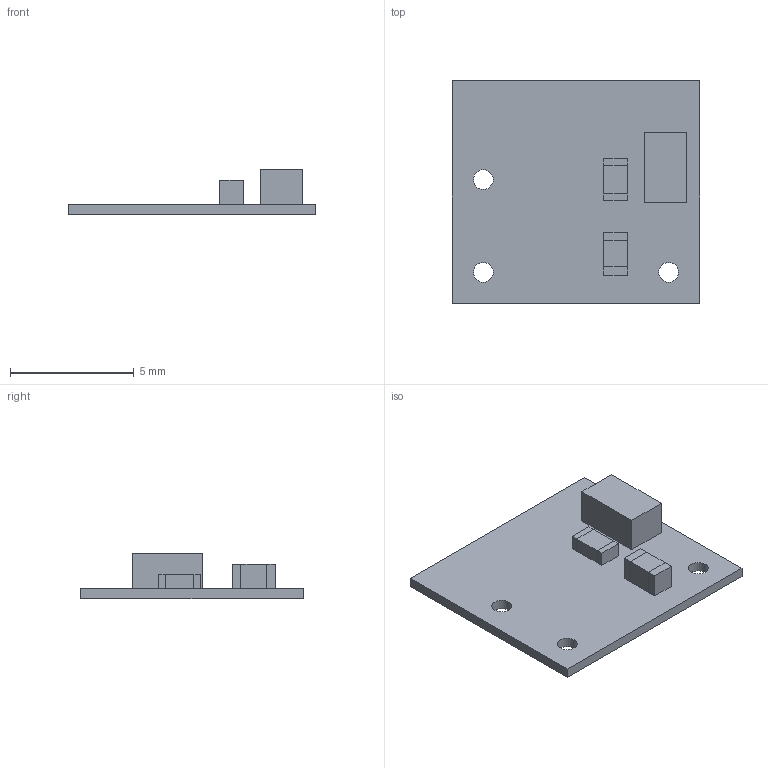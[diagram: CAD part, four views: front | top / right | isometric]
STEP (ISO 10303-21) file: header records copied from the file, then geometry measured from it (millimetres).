
FILE_DESCRIPTION(('Open CASCADE Model'),'2;1');
FILE_NAME('Open CASCADE Shape Model','2018-07-27T17:05:41',('Author'),( 'Open CASCADE'),'Open CASCADE STEP processor 6.8','Open CASCADE 6.8' ,'Unknown');
FILE_SCHEMA(('AUTOMOTIVE_DESIGN { 1 0 10303 214 1 1 1 1 }'));
Length unit declared in the file: millimetre
Products named in the file (15): PCB; Board; R1; 7280278784; Extruded; 7280264192; D1; 6755618816; C1; 7280267648; 7280263808
Assembly tree (16 placements, depth 4):
  PCB
    Board
    R1
      7280278784  x2
        Extruded
      7280264192
        Extruded
    D1
      6755618816
        Extruded
    C1
      7280267648  x2
        Extruded
      7280263808
        Extruded
Bounding box: 10 x 9 x 1.86 mm (x, y, z)
Volume: 46.1 mm3; surface area: 239.8 mm2
Topology: 8 solids, 8 shells, 51 faces, 105 edges, 70 vertices
Faces by surface type: plane 48, cylinder 3
Full cylindrical faces by diameter (mm): 0.8 x3
Entity records: 1366 total; most frequent: DIRECTION 199, CARTESIAN_POINT 191, ORIENTED_EDGE 162, EDGE_CURVE 81, LINE 75, VECTOR 75, AXIS2_PLACEMENT_3D 62, VERTEX_POINT 54
